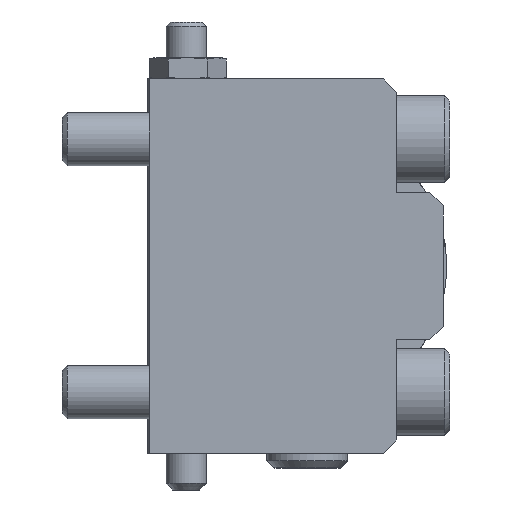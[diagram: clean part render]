
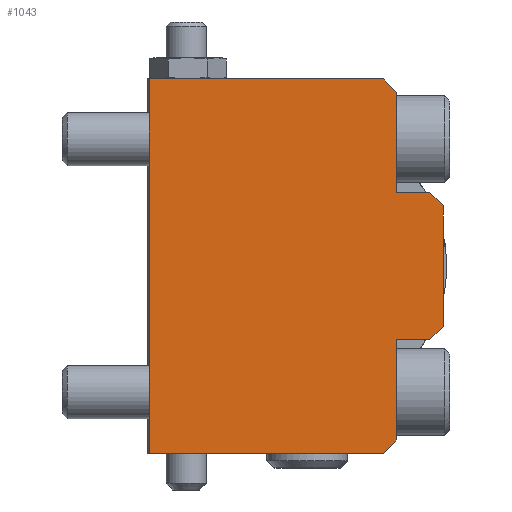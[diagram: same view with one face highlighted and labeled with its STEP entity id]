
A CAD part, front view. The second image highlights one B-rep face of the part: STEP entity #1043.
In plain terms, the highlighted planar face has unit normal (0, -1, 0).
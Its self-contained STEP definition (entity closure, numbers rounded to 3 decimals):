
#1043=ADVANCED_FACE('',(#1975),#1578,.F.);
#1578=PLANE('',#10207);
#1975=FACE_OUTER_BOUND('',#2435,.T.);
#2435=EDGE_LOOP('',(#5395,#5396,#5397,#5398,#5399,#5400,#5401,#5402,#5403,
#5404,#5405,#5406));
#3055=LINE('',#13825,#3959);
#3161=LINE('',#14094,#4065);
#3274=LINE('',#14316,#4178);
#3397=LINE('',#14680,#4301);
#3400=LINE('',#14686,#4304);
#3401=LINE('',#14688,#4305);
#3402=LINE('',#14690,#4306);
#3403=LINE('',#14692,#4307);
#3404=LINE('',#14693,#4308);
#3405=LINE('',#14695,#4309);
#3406=LINE('',#14696,#4310);
#3407=LINE('',#14697,#4311);
#3959=VECTOR('',#11099,1.);
#4065=VECTOR('',#11293,1.);
#4178=VECTOR('',#11408,1.);
#4301=VECTOR('',#11661,1.);
#4304=VECTOR('',#11666,1.);
#4305=VECTOR('',#11667,1.);
#4306=VECTOR('',#11668,1.);
#4307=VECTOR('',#11669,1.);
#4308=VECTOR('',#11670,1.);
#4309=VECTOR('',#11671,1.);
#4310=VECTOR('',#11672,1.);
#4311=VECTOR('',#11673,1.);
#5395=ORIENTED_EDGE('',*,*,#8747,.T.);
#5396=ORIENTED_EDGE('',*,*,#9048,.T.);
#5397=ORIENTED_EDGE('',*,*,#9049,.T.);
#5398=ORIENTED_EDGE('',*,*,#9050,.T.);
#5399=ORIENTED_EDGE('',*,*,#9051,.T.);
#5400=ORIENTED_EDGE('',*,*,#9045,.F.);
#5401=ORIENTED_EDGE('',*,*,#9052,.F.);
#5402=ORIENTED_EDGE('',*,*,#9053,.F.);
#5403=ORIENTED_EDGE('',*,*,#8617,.F.);
#5404=ORIENTED_EDGE('',*,*,#9054,.F.);
#5405=ORIENTED_EDGE('',*,*,#8860,.F.);
#5406=ORIENTED_EDGE('',*,*,#9055,.T.);
#7647=VERTEX_POINT('',#13824);
#7648=VERTEX_POINT('',#13826);
#7766=VERTEX_POINT('',#14093);
#7767=VERTEX_POINT('',#14095);
#7875=VERTEX_POINT('',#14317);
#7876=VERTEX_POINT('',#14318);
#8051=VERTEX_POINT('',#14681);
#8052=VERTEX_POINT('',#14682);
#8053=VERTEX_POINT('',#14687);
#8054=VERTEX_POINT('',#14689);
#8055=VERTEX_POINT('',#14691);
#8056=VERTEX_POINT('',#14694);
#8617=EDGE_CURVE('',#7647,#7648,#3055,.T.);
#8747=EDGE_CURVE('',#7767,#7766,#3161,.T.);
#8860=EDGE_CURVE('',#7875,#7876,#3274,.T.);
#9045=EDGE_CURVE('',#8051,#8052,#3397,.T.);
#9048=EDGE_CURVE('',#7766,#8053,#3400,.T.);
#9049=EDGE_CURVE('',#8053,#8054,#3401,.T.);
#9050=EDGE_CURVE('',#8054,#8055,#3402,.T.);
#9051=EDGE_CURVE('',#8055,#8052,#3403,.T.);
#9052=EDGE_CURVE('',#8056,#8051,#3404,.T.);
#9053=EDGE_CURVE('',#7648,#8056,#3405,.T.);
#9054=EDGE_CURVE('',#7876,#7647,#3406,.T.);
#9055=EDGE_CURVE('',#7875,#7767,#3407,.T.);
#10207=AXIS2_PLACEMENT_3D('',#14698,#11674,#11675);
#11099=DIRECTION('',(0.,0.,-1.));
#11293=DIRECTION('',(1.,0.,0.));
#11408=DIRECTION('',(1.,0.,0.));
#11661=DIRECTION('',(0.,0.,-1.));
#11666=DIRECTION('',(0.707,0.,0.707));
#11667=DIRECTION('',(0.,0.,1.));
#11668=DIRECTION('',(1.,0.,0.));
#11669=DIRECTION('',(0.707,0.,0.707));
#11670=DIRECTION('',(0.707,0.,-0.707));
#11671=DIRECTION('',(1.,0.,0.));
#11672=DIRECTION('',(0.707,0.,-0.707));
#11673=DIRECTION('',(0.,0.,-1.));
#11674=DIRECTION('',(0.,1.,0.));
#11675=DIRECTION('',(0.,0.,1.));
#13824=CARTESIAN_POINT('',(13.45,-50.,26.));
#13825=CARTESIAN_POINT('',(13.45,-50.,28.));
#13826=CARTESIAN_POINT('',(13.45,-50.,11.));
#14093=CARTESIAN_POINT('',(11.45,-50.,-28.));
#14094=CARTESIAN_POINT('',(-23.5,-50.,-28.));
#14095=CARTESIAN_POINT('',(-23.5,-50.,-28.));
#14316=CARTESIAN_POINT('',(-23.5,-50.,28.));
#14317=CARTESIAN_POINT('',(-23.5,-50.,28.));
#14318=CARTESIAN_POINT('',(11.45,-50.,28.));
#14680=CARTESIAN_POINT('',(20.45,-50.,28.));
#14681=CARTESIAN_POINT('',(20.45,-50.,9.));
#14682=CARTESIAN_POINT('',(20.45,-50.,-9.));
#14686=CARTESIAN_POINT('',(21.975,-50.,-17.475));
#14687=CARTESIAN_POINT('',(13.45,-50.,-26.));
#14688=CARTESIAN_POINT('',(13.45,-50.,28.));
#14689=CARTESIAN_POINT('',(13.45,-50.,-11.));
#14690=CARTESIAN_POINT('',(-23.5,-50.,-11.));
#14691=CARTESIAN_POINT('',(18.45,-50.,-11.));
#14692=CARTESIAN_POINT('',(16.975,-50.,-12.475));
#14693=CARTESIAN_POINT('',(-11.025,-50.,40.475));
#14694=CARTESIAN_POINT('',(18.45,-50.,11.));
#14695=CARTESIAN_POINT('',(-23.5,-50.,11.));
#14696=CARTESIAN_POINT('',(-6.025,-50.,45.475));
#14697=CARTESIAN_POINT('',(-23.5,-50.,28.));
#14698=CARTESIAN_POINT('',(-23.5,-50.,28.));
